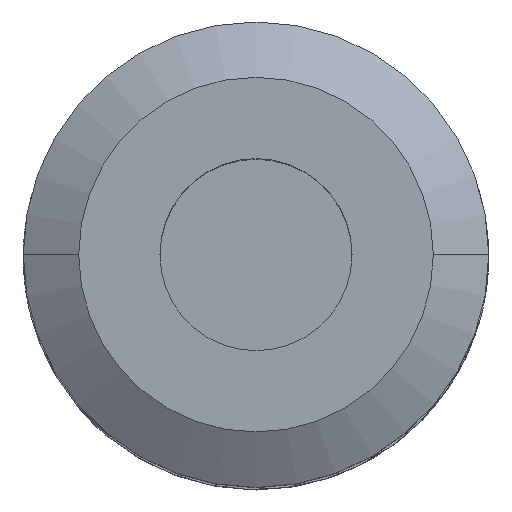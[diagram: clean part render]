
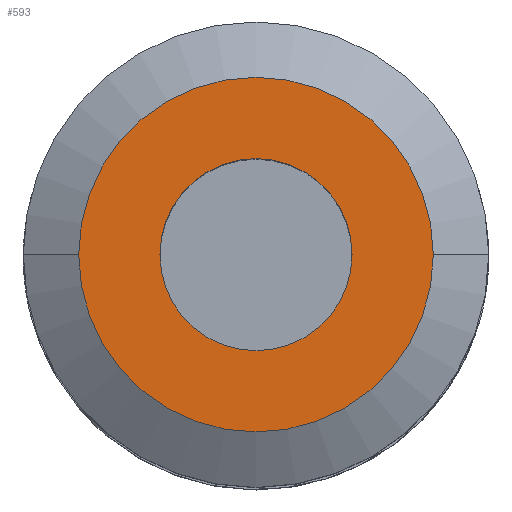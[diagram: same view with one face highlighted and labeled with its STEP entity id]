
A CAD part, top view. The second image highlights one B-rep face of the part: STEP entity #593.
In plain terms, the highlighted planar face has unit normal (0, 0, 1).
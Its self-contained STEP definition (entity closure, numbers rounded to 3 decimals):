
#134 = CARTESIAN_POINT ( 'NONE',  ( 13., 0., 203.2 ) ) ;
#209 = CARTESIAN_POINT ( 'NONE',  ( 24., 0., 203.2 ) ) ;
#258 = AXIS2_PLACEMENT_3D ( 'NONE', #654, #2986, #989 ) ;
#266 = EDGE_LOOP ( 'NONE', ( #2104, #2158 ) ) ;
#286 = DIRECTION ( 'NONE',  ( -1., 0., 0. ) ) ;
#454 = VERTEX_POINT ( 'NONE', #1822 ) ;
#556 = CIRCLE ( 'NONE', #3478, 24. ) ;
#566 = FACE_BOUND ( 'NONE', #266, .T. ) ;
#580 = PLANE ( 'NONE',  #3085 ) ;
#593 = ADVANCED_FACE ( 'NONE', ( #566, #780 ), #580, .T. ) ;
#604 = AXIS2_PLACEMENT_3D ( 'NONE', #4311, #2313, #286 ) ;
#654 = CARTESIAN_POINT ( 'NONE',  ( 0., 0., 203.2 ) ) ;
#769 = VERTEX_POINT ( 'NONE', #2648 ) ;
#780 = FACE_OUTER_BOUND ( 'NONE', #2188, .T. ) ;
#945 = AXIS2_PLACEMENT_3D ( 'NONE', #3018, #1022, #3342 ) ;
#989 = DIRECTION ( 'NONE',  ( 1., 0., 0. ) ) ;
#1022 = DIRECTION ( 'NONE',  ( 0., 0., 1. ) ) ;
#1033 = CIRCLE ( 'NONE', #945, 13. ) ;
#1280 = ORIENTED_EDGE ( 'NONE', *, *, #1734, .F. ) ;
#1354 = CIRCLE ( 'NONE', #258, 13. ) ;
#1543 = DIRECTION ( 'NONE',  ( 1., 0., 0. ) ) ;
#1563 = DIRECTION ( 'NONE',  ( 0., 0., 1. ) ) ;
#1601 = CIRCLE ( 'NONE', #604, 24. ) ;
#1622 = CARTESIAN_POINT ( 'NONE',  ( 0., 0., 203.2 ) ) ;
#1734 = EDGE_CURVE ( 'NONE', #454, #4277, #556, .T. ) ;
#1822 = CARTESIAN_POINT ( 'NONE',  ( -24., 0., 203.2 ) ) ;
#1823 = EDGE_CURVE ( 'NONE', #4154, #769, #1354, .T. ) ;
#1891 = EDGE_CURVE ( 'NONE', #769, #4154, #1033, .T. ) ;
#1958 = DIRECTION ( 'NONE',  ( -1., 0., 0. ) ) ;
#2104 = ORIENTED_EDGE ( 'NONE', *, *, #1823, .F. ) ;
#2158 = ORIENTED_EDGE ( 'NONE', *, *, #1891, .F. ) ;
#2188 = EDGE_LOOP ( 'NONE', ( #1280, #2571 ) ) ;
#2313 = DIRECTION ( 'NONE',  ( 0., 0., -1. ) ) ;
#2571 = ORIENTED_EDGE ( 'NONE', *, *, #3008, .F. ) ;
#2648 = CARTESIAN_POINT ( 'NONE',  ( -13., 0., 203.2 ) ) ;
#2986 = DIRECTION ( 'NONE',  ( 0., 0., 1. ) ) ;
#3008 = EDGE_CURVE ( 'NONE', #4277, #454, #1601, .T. ) ;
#3018 = CARTESIAN_POINT ( 'NONE',  ( 0., 0., 203.2 ) ) ;
#3085 = AXIS2_PLACEMENT_3D ( 'NONE', #3234, #1563, #1543 ) ;
#3234 = CARTESIAN_POINT ( 'NONE',  ( 0., 24., 203.2 ) ) ;
#3342 = DIRECTION ( 'NONE',  ( 1., 0., 0. ) ) ;
#3478 = AXIS2_PLACEMENT_3D ( 'NONE', #1622, #3933, #1958 ) ;
#3933 = DIRECTION ( 'NONE',  ( 0., 0., -1. ) ) ;
#4154 = VERTEX_POINT ( 'NONE', #134 ) ;
#4277 = VERTEX_POINT ( 'NONE', #209 ) ;
#4311 = CARTESIAN_POINT ( 'NONE',  ( 0., 0., 203.2 ) ) ;
